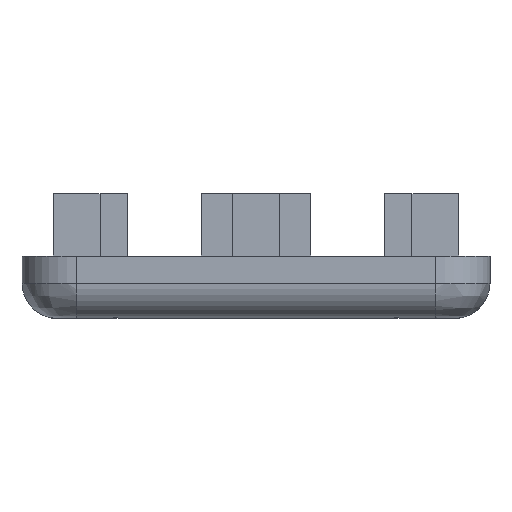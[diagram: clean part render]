
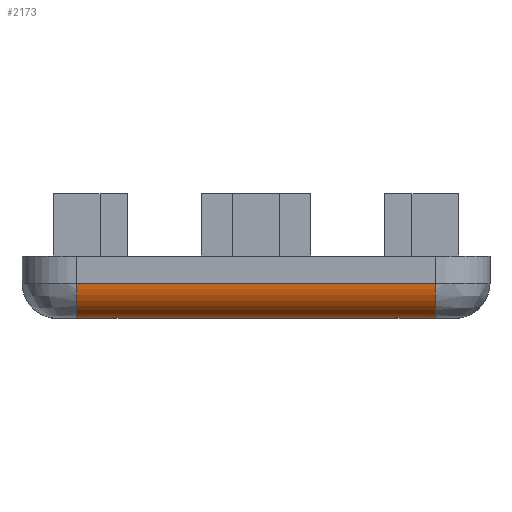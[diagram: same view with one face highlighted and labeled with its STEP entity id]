
A CAD part, front view. The second image highlights one B-rep face of the part: STEP entity #2173.
In plain terms, the highlighted cylindrical face has radius 2.25 mm (diameter 4.5 mm), a partial arc.
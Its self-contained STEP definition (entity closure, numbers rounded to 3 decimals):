
#29=B_SPLINE_CURVE_WITH_KNOTS('',3,(#3408,#3409,#3410,#3411,#3412,#3413,
#3414,#3415,#3416,#3417),.UNSPECIFIED.,.F.,.F.,(4,2,2,2,4),(0.426,
0.458,0.589,0.719,0.751),
 .UNSPECIFIED.);
#32=B_SPLINE_CURVE_WITH_KNOTS('',3,(#3468,#3469,#3470,#3471,#3472,#3473,
#3474,#3475,#3476,#3477),.UNSPECIFIED.,.F.,.F.,(4,2,2,2,4),(0.426,
0.458,0.589,0.719,0.751),
 .UNSPECIFIED.);
#52=CYLINDRICAL_SURFACE('',#2349,2.25);
#99=CIRCLE('',#2350,2.25);
#100=CIRCLE('',#2351,2.25);
#211=FACE_OUTER_BOUND('',#330,.T.);
#330=EDGE_LOOP('',(#1871,#1872,#1873,#1874,#1875,#1876,#1877,#1878));
#575=LINE('',#3530,#823);
#576=LINE('',#3533,#824);
#584=LINE('',#3601,#832);
#585=LINE('',#3605,#833);
#823=VECTOR('',#2830,10.);
#824=VECTOR('',#2835,10.);
#832=VECTOR('',#2891,10.);
#833=VECTOR('',#2894,10.);
#989=VERTEX_POINT('',#3405);
#990=VERTEX_POINT('',#3407);
#1003=VERTEX_POINT('',#3465);
#1004=VERTEX_POINT('',#3467);
#1018=VERTEX_POINT('',#3529);
#1034=VERTEX_POINT('',#3600);
#1035=VERTEX_POINT('',#3602);
#1036=VERTEX_POINT('',#3604);
#1269=EDGE_CURVE('',#990,#989,#29,.T.);
#1287=EDGE_CURVE('',#1004,#1003,#32,.T.);
#1304=EDGE_CURVE('',#1018,#1004,#575,.T.);
#1306=EDGE_CURVE('',#1003,#990,#576,.T.);
#1331=EDGE_CURVE('',#989,#1034,#584,.T.);
#1332=EDGE_CURVE('',#1034,#1035,#99,.T.);
#1333=EDGE_CURVE('',#1035,#1036,#585,.T.);
#1334=EDGE_CURVE('',#1036,#1018,#100,.T.);
#1871=ORIENTED_EDGE('',*,*,#1269,.T.);
#1872=ORIENTED_EDGE('',*,*,#1331,.T.);
#1873=ORIENTED_EDGE('',*,*,#1332,.T.);
#1874=ORIENTED_EDGE('',*,*,#1333,.T.);
#1875=ORIENTED_EDGE('',*,*,#1334,.T.);
#1876=ORIENTED_EDGE('',*,*,#1304,.T.);
#1877=ORIENTED_EDGE('',*,*,#1287,.T.);
#1878=ORIENTED_EDGE('',*,*,#1306,.T.);
#2173=ADVANCED_FACE('',(#211),#52,.T.);
#2349=AXIS2_PLACEMENT_3D('',#3599,#2889,#2890);
#2350=AXIS2_PLACEMENT_3D('',#3603,#2892,#2893);
#2351=AXIS2_PLACEMENT_3D('',#3606,#2895,#2896);
#2830=DIRECTION('',(1.,0.,0.));
#2835=DIRECTION('',(1.,0.,0.));
#2889=DIRECTION('center_axis',(1.,0.,0.));
#2890=DIRECTION('ref_axis',(0.,-0.707,-0.707));
#2891=DIRECTION('',(1.,0.,0.));
#2892=DIRECTION('center_axis',(-1.,0.,0.));
#2893=DIRECTION('ref_axis',(0.,0.,-1.));
#2894=DIRECTION('',(-1.,0.,0.));
#2895=DIRECTION('center_axis',(1.,0.,0.));
#2896=DIRECTION('ref_axis',(0.,-1.,0.));
#3405=CARTESIAN_POINT('',(10.658,-27.75,-4.));
#3407=CARTESIAN_POINT('',(7.342,-27.75,-4.));
#3408=CARTESIAN_POINT('Ctrl Pts',(7.342,-27.75,-4.));
#3409=CARTESIAN_POINT('Ctrl Pts',(7.446,-27.796,-4.));
#3410=CARTESIAN_POINT('Ctrl Pts',(7.553,-27.838,-3.999));
#3411=CARTESIAN_POINT('Ctrl Pts',(8.099,-28.027,-3.988));
#3412=CARTESIAN_POINT('Ctrl Pts',(8.566,-28.1,-3.973));
#3413=CARTESIAN_POINT('Ctrl Pts',(9.434,-28.1,-3.973));
#3414=CARTESIAN_POINT('Ctrl Pts',(9.901,-28.027,-3.988));
#3415=CARTESIAN_POINT('Ctrl Pts',(10.447,-27.838,-3.999));
#3416=CARTESIAN_POINT('Ctrl Pts',(10.554,-27.796,-4.));
#3417=CARTESIAN_POINT('Ctrl Pts',(10.658,-27.75,-4.));
#3465=CARTESIAN_POINT('',(-7.342,-27.75,-4.));
#3467=CARTESIAN_POINT('',(-10.658,-27.75,-4.));
#3468=CARTESIAN_POINT('Ctrl Pts',(-10.658,-27.75,-4.));
#3469=CARTESIAN_POINT('Ctrl Pts',(-10.554,-27.796,-4.));
#3470=CARTESIAN_POINT('Ctrl Pts',(-10.447,-27.838,-3.999));
#3471=CARTESIAN_POINT('Ctrl Pts',(-9.901,-28.027,-3.988));
#3472=CARTESIAN_POINT('Ctrl Pts',(-9.434,-28.1,-3.973));
#3473=CARTESIAN_POINT('Ctrl Pts',(-8.566,-28.1,-3.973));
#3474=CARTESIAN_POINT('Ctrl Pts',(-8.099,-28.027,-3.988));
#3475=CARTESIAN_POINT('Ctrl Pts',(-7.553,-27.838,-3.999));
#3476=CARTESIAN_POINT('Ctrl Pts',(-7.446,-27.796,-4.));
#3477=CARTESIAN_POINT('Ctrl Pts',(-7.342,-27.75,-4.));
#3529=CARTESIAN_POINT('',(-11.5,-27.75,-4.));
#3530=CARTESIAN_POINT('',(-7.5,-27.75,-4.));
#3533=CARTESIAN_POINT('',(-7.5,-27.75,-4.));
#3599=CARTESIAN_POINT('Origin',(-7.5,-27.75,-1.75));
#3600=CARTESIAN_POINT('',(11.5,-27.75,-4.));
#3601=CARTESIAN_POINT('',(-7.5,-27.75,-4.));
#3602=CARTESIAN_POINT('',(11.5,-30.,-1.75));
#3603=CARTESIAN_POINT('Origin',(11.5,-27.75,-1.75));
#3604=CARTESIAN_POINT('',(-11.5,-30.,-1.75));
#3605=CARTESIAN_POINT('',(-7.5,-30.,-1.75));
#3606=CARTESIAN_POINT('Origin',(-11.5,-27.75,-1.75));
